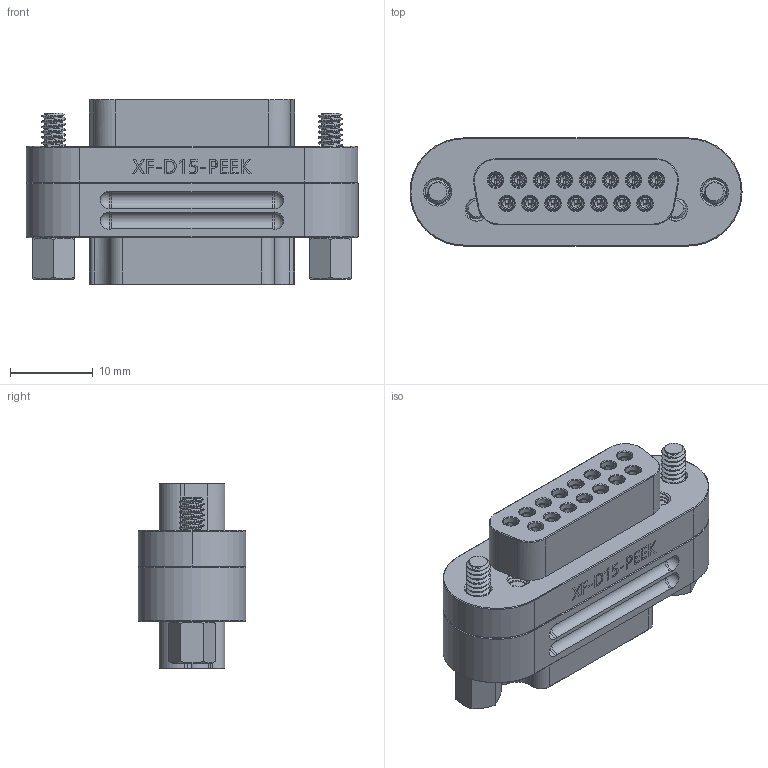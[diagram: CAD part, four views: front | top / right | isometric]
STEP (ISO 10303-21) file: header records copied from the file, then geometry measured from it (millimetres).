
FILE_DESCRIPTION (( 'STEP AP214' ), '1' );
FILE_NAME ('俋楷耀倰-FF-D15-PEEK.STEP', '2026-01-15T03:29:05', ( '' ), ( '' ), 'SwSTEP 2.0', 'SolidWorks 2020', '' );
FILE_SCHEMA (( 'AUTOMOTIVE_DESIGN' ));
Length unit declared in the file: millimetre
Products named in the file (6): XF-D15-001; 俋楷耀倰-FF-D15-PEEK; SCRW-M3; UNC40-譫芛蹟佪; FF-D15-UP-PEEK; FFG-D1005-彶坫綴
Assembly tree (21 placements, depth 2):
  俋楷耀倰-FF-D15-PEEK
    FF-D15-UP-PEEK
    XF-D15-001
    FFG-D1005-彶坫綴  x15
    UNC40-譫芛蹟佪  x2
    SCRW-M3  x2
Bounding box: 40 x 13 x 22.4 mm (x, y, z)
Volume: 6905.4 mm3; surface area: 9254.1 mm2
Topology: 21 solids, 21 shells, 1411 faces, 3842 edges, 2493 vertices
Faces by surface type: cylinder 588, cone 436, plane 339, bspline 28, sphere 16, torus 4
Entity records: 32140 total; most frequent: CARTESIAN_POINT 15791, ORIENTED_EDGE 3556, DIRECTION 3132, EDGE_CURVE 1778, VERTEX_POINT 1203, AXIS2_PLACEMENT_3D 1181, LINE 770, VECTOR 770
